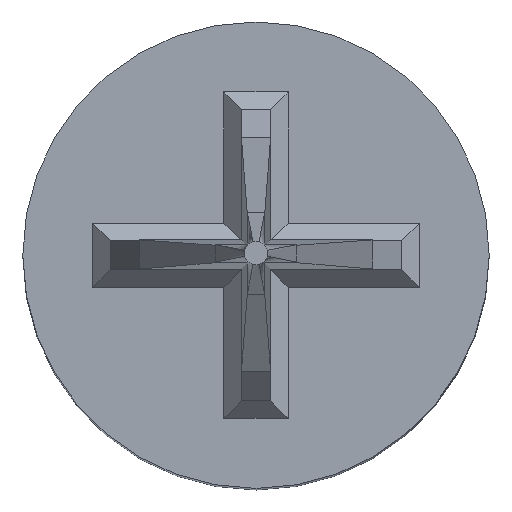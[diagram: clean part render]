
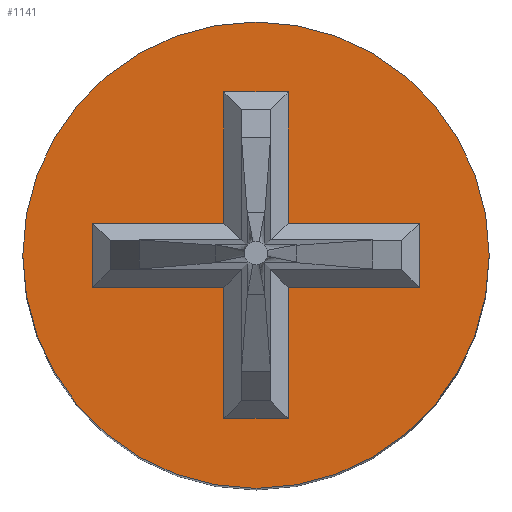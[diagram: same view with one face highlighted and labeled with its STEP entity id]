
A CAD part, top view. The second image highlights one B-rep face of the part: STEP entity #1141.
In plain terms, the highlighted planar face has unit normal (0, 0, 1).
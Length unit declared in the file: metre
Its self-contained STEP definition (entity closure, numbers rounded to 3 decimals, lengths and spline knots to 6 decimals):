
#26=CIRCLE('',#1230,0.004);
#42=ORIENTED_EDGE('',*,*,#370,.T.);
#43=ORIENTED_EDGE('',*,*,#371,.T.);
#44=ORIENTED_EDGE('',*,*,#372,.T.);
#45=ORIENTED_EDGE('',*,*,#373,.T.);
#46=ORIENTED_EDGE('',*,*,#374,.T.);
#47=ORIENTED_EDGE('',*,*,#375,.T.);
#48=ORIENTED_EDGE('',*,*,#376,.T.);
#49=ORIENTED_EDGE('',*,*,#377,.T.);
#50=ORIENTED_EDGE('',*,*,#378,.T.);
#51=ORIENTED_EDGE('',*,*,#379,.T.);
#52=ORIENTED_EDGE('',*,*,#380,.T.);
#53=ORIENTED_EDGE('',*,*,#381,.T.);
#54=ORIENTED_EDGE('',*,*,#382,.T.);
#370=EDGE_CURVE('',#534,#535,#628,.T.);
#371=EDGE_CURVE('',#535,#536,#629,.T.);
#372=EDGE_CURVE('',#536,#537,#630,.T.);
#373=EDGE_CURVE('',#537,#538,#631,.T.);
#374=EDGE_CURVE('',#538,#539,#632,.T.);
#375=EDGE_CURVE('',#539,#540,#633,.T.);
#376=EDGE_CURVE('',#540,#541,#634,.T.);
#377=EDGE_CURVE('',#541,#542,#635,.T.);
#378=EDGE_CURVE('',#542,#543,#636,.T.);
#379=EDGE_CURVE('',#543,#544,#637,.T.);
#380=EDGE_CURVE('',#544,#545,#638,.T.);
#381=EDGE_CURVE('',#545,#534,#639,.T.);
#382=EDGE_CURVE('',#546,#546,#26,.T.);
#534=VERTEX_POINT('',#1619);
#535=VERTEX_POINT('',#1620);
#536=VERTEX_POINT('',#1622);
#537=VERTEX_POINT('',#1624);
#538=VERTEX_POINT('',#1626);
#539=VERTEX_POINT('',#1628);
#540=VERTEX_POINT('',#1630);
#541=VERTEX_POINT('',#1632);
#542=VERTEX_POINT('',#1634);
#543=VERTEX_POINT('',#1636);
#544=VERTEX_POINT('',#1638);
#545=VERTEX_POINT('',#1640);
#546=VERTEX_POINT('',#1643);
#628=LINE('',#1618,#776);
#629=LINE('',#1621,#777);
#630=LINE('',#1623,#778);
#631=LINE('',#1625,#779);
#632=LINE('',#1627,#780);
#633=LINE('',#1629,#781);
#634=LINE('',#1631,#782);
#635=LINE('',#1633,#783);
#636=LINE('',#1635,#784);
#637=LINE('',#1637,#785);
#638=LINE('',#1639,#786);
#639=LINE('',#1641,#787);
#776=VECTOR('',#1312,1.);
#777=VECTOR('',#1313,1.);
#778=VECTOR('',#1314,1.);
#779=VECTOR('',#1315,1.);
#780=VECTOR('',#1316,1.);
#781=VECTOR('',#1317,1.);
#782=VECTOR('',#1318,1.);
#783=VECTOR('',#1319,1.);
#784=VECTOR('',#1320,1.);
#785=VECTOR('',#1321,1.);
#786=VECTOR('',#1322,1.);
#787=VECTOR('',#1323,1.);
#924=EDGE_LOOP('',(#42,#43,#44,#45,#46,#47,#48,#49,#50,#51,#52,#53));
#925=EDGE_LOOP('',(#54));
#1002=FACE_BOUND('',#924,.T.);
#1003=FACE_BOUND('',#925,.T.);
#1080=PLANE('',#1229);
#1141=ADVANCED_FACE('',(#1002,#1003),#1080,.T.);
#1229=AXIS2_PLACEMENT_3D('',#1617,#1310,#1311);
#1230=AXIS2_PLACEMENT_3D('',#1642,#1324,#1325);
#1310=DIRECTION('',(0.,0.,1.));
#1311=DIRECTION('',(1.,0.,0.));
#1312=DIRECTION('',(0.,-1.,0.));
#1313=DIRECTION('',(-1.,0.,0.));
#1314=DIRECTION('',(0.,-1.,0.));
#1315=DIRECTION('',(-1.,0.,0.));
#1316=DIRECTION('',(0.,1.,0.));
#1317=DIRECTION('',(-1.,0.,0.));
#1318=DIRECTION('',(0.,1.,0.));
#1319=DIRECTION('',(1.,0.,0.));
#1320=DIRECTION('',(0.,1.,0.));
#1321=DIRECTION('',(1.,0.,0.));
#1322=DIRECTION('',(0.,-1.,0.));
#1323=DIRECTION('',(1.,0.,0.));
#1324=DIRECTION('',(0.,0.,1.));
#1325=DIRECTION('',(1.,0.,0.));
#1617=CARTESIAN_POINT('',(-0.000001,0.007601,0.0023));
#1618=CARTESIAN_POINT('',(0.0028,0.007601,0.0023));
#1619=CARTESIAN_POINT('',(0.0028,0.00815,0.0023));
#1620=CARTESIAN_POINT('',(0.0028,0.00705,0.0023));
#1621=CARTESIAN_POINT('',(-0.000001,0.00705,0.0023));
#1622=CARTESIAN_POINT('',(0.00055,0.00705,0.0023));
#1623=CARTESIAN_POINT('',(0.00055,0.007601,0.0023));
#1624=CARTESIAN_POINT('',(0.00055,0.0048,0.0023));
#1625=CARTESIAN_POINT('',(-0.00025,0.0048,0.0023));
#1626=CARTESIAN_POINT('',(-0.00055,0.0048,0.0023));
#1627=CARTESIAN_POINT('',(-0.00055,0.007601,0.0023));
#1628=CARTESIAN_POINT('',(-0.00055,0.00705,0.0023));
#1629=CARTESIAN_POINT('',(-0.000001,0.00705,0.0023));
#1630=CARTESIAN_POINT('',(-0.0028,0.00705,0.0023));
#1631=CARTESIAN_POINT('',(-0.0028,0.007601,0.0023));
#1632=CARTESIAN_POINT('',(-0.0028,0.00815,0.0023));
#1633=CARTESIAN_POINT('',(-0.000001,0.00815,0.0023));
#1634=CARTESIAN_POINT('',(-0.00055,0.00815,0.0023));
#1635=CARTESIAN_POINT('',(-0.00055,0.007601,0.0023));
#1636=CARTESIAN_POINT('',(-0.00055,0.0104,0.0023));
#1637=CARTESIAN_POINT('',(-0.000001,0.0104,0.0023));
#1638=CARTESIAN_POINT('',(0.00055,0.0104,0.0023));
#1639=CARTESIAN_POINT('',(0.00055,0.007601,0.0023));
#1640=CARTESIAN_POINT('',(0.00055,0.00815,0.0023));
#1641=CARTESIAN_POINT('',(-0.000001,0.00815,0.0023));
#1642=CARTESIAN_POINT('',(0.,0.0076,0.0023));
#1643=CARTESIAN_POINT('',(0.004,0.0076,0.0023));
